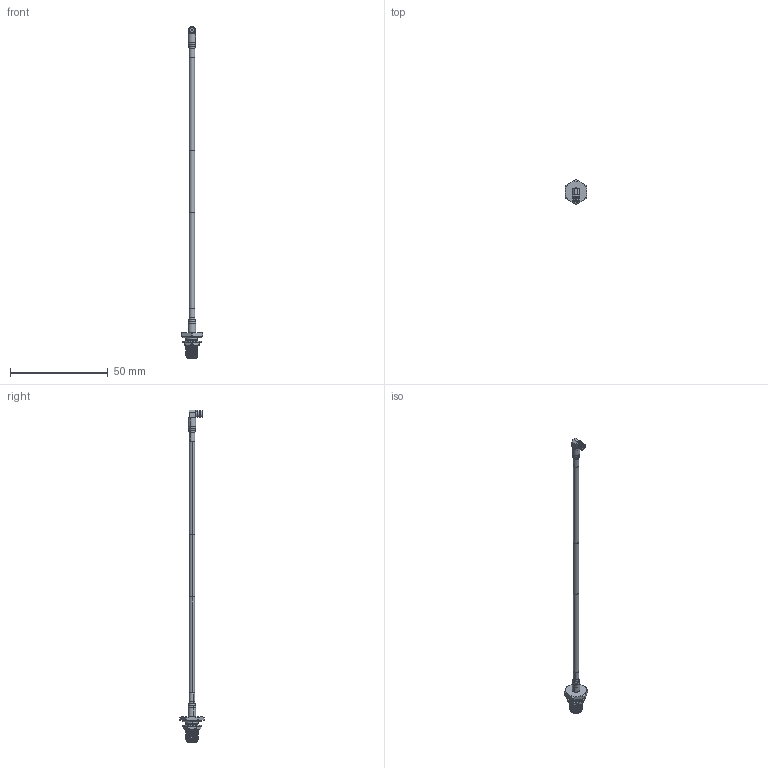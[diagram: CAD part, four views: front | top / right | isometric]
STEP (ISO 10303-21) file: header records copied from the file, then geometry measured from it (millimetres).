
FILE_DESCRIPTION (( 'STEP AP214' ), '1' );
FILE_NAME ('FMCA3202_3D.step', '2023-05-01T22:08:22', ( '' ), ( '' ), 'SwSTEP 2.0', 'SolidWorks 2022', '' );
FILE_SCHEMA (( 'AUTOMOTIVE_DESIGN' ));
Length unit declared in the file: inch
Products named in the file (5): FMCA3202_3D; SC5233; FM-SR086TBJ; CA-SR405FLJ-MA1_shrunk; PE44696 ¦ FMCN1156
Assembly tree (5 placements, depth 2):
  FMCA3202_3D
    FM-SR086TBJ
    PE44696 ¦ FMCN1156
    SC5233
    CA-SR405FLJ-MA1_shrunk  x2
Bounding box: 11 x 12.51 x 169.82 mm (x, y, z)
Volume: 1549.2 mm3; surface area: 3043.6 mm2
Topology: 11 solids, 11 shells, 393 faces, 1082 edges, 711 vertices
Faces by surface type: cylinder 131, plane 102, bspline 83, cone 57, torus 20
Entity records: 27614 total; most frequent: CARTESIAN_POINT 18597, ORIENTED_EDGE 2068, DIRECTION 1476, EDGE_CURVE 1034, VERTEX_POINT 685, AXIS2_PLACEMENT_3D 590, EDGE_LOOP 391, ADVANCED_FACE 371
